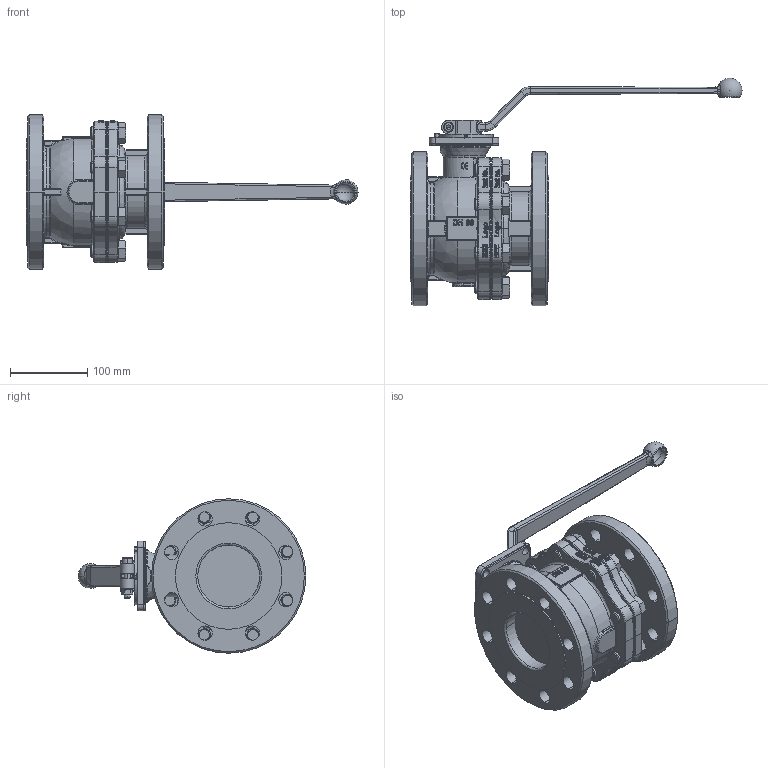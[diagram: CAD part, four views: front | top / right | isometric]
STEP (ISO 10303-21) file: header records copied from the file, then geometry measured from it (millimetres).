
FILE_DESCRIPTION (( 'STEP AP214' ), '1' );
FILE_NAME ('FK05_DN80.STEP', '2022-08-17T12:20:47', ( '' ), ( '' ), 'SwSTEP 2.0', 'SolidWorks 2021', '' );
FILE_SCHEMA (( 'AUTOMOTIVE_DESIGN' ));
Length unit declared in the file: metre
Products named in the file (1): FK05_DN80
Bounding box: 430 x 295 x 200 mm (x, y, z)
Volume: 3319746.7 mm3; surface area: 332618.3 mm2
Topology: 1 solids, 1 shells, 1699 faces, 4473 edges, 2838 vertices
Faces by surface type: plane 491, cylinder 490, bspline 370, torus 182, cone 151, sphere 15
Entity records: 128935 total; most frequent: CARTESIAN_POINT 70940, ORIENTED_EDGE 8920, DIRECTION 7225, EDGE_CURVE 4460, VERTEX_POINT 2833, AXIS2_PLACEMENT_3D 2725, EDGE_LOOP 1849, LINE 1775
